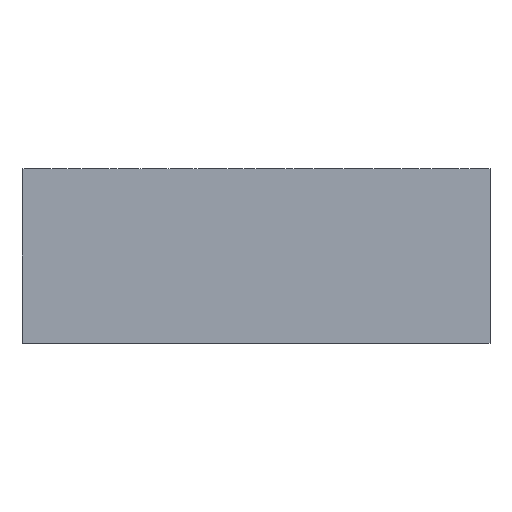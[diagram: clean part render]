
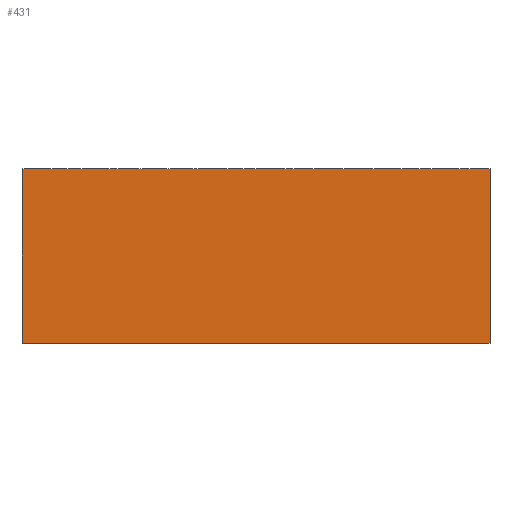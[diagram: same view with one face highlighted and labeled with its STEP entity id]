
A CAD part, front view. The second image highlights one B-rep face of the part: STEP entity #431.
In plain terms, the highlighted planar face has unit normal (0, -1, 0).
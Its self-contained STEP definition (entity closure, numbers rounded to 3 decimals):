
#431=ADVANCED_FACE('',(#1256),#1257,.T.);
#1256=FACE_OUTER_BOUND('',#2083,.T.);
#1257=PLANE('',#2084);
#2083=EDGE_LOOP('',(#5486,#5487,#5488,#5489));
#2084=AXIS2_PLACEMENT_3D('',#5490,#5491,#5492);
#5486=ORIENTED_EDGE('',*,*,#5698,.T.);
#5487=ORIENTED_EDGE('',*,*,#6539,.F.);
#5488=ORIENTED_EDGE('',*,*,#5501,.F.);
#5489=ORIENTED_EDGE('',*,*,#5499,.T.);
#5490=CARTESIAN_POINT('',(-20.384,-1.778,0.0));
#5491=DIRECTION('',(0.0,-1.0,0.0));
#5492=DIRECTION('',(0.0,0.0,-1.0));
#5499=EDGE_CURVE('',#6627,#6625,#6628,.T.);
#5501=EDGE_CURVE('',#6627,#6630,#6631,.T.);
#5698=EDGE_CURVE('',#6625,#7014,#7015,.T.);
#6539=EDGE_CURVE('',#6630,#7014,#8350,.T.);
#6625=VERTEX_POINT('',#8475);
#6627=VERTEX_POINT('',#8478);
#6628=LINE('',#8479,#8480);
#6630=VERTEX_POINT('',#8483);
#6631=LINE('',#8484,#8485);
#7014=VERTEX_POINT('',#9075);
#7015=LINE('',#9076,#9077);
#8350=LINE('',#11252,#11253);
#8475=CARTESIAN_POINT('',(-20.384,-1.778,-15.24));
#8478=CARTESIAN_POINT('',(-20.384,-1.778,0.0));
#8479=CARTESIAN_POINT('',(-20.384,-1.778,0.0));
#8480=VECTOR('',#11463,15.24);
#8483=CARTESIAN_POINT('',(20.384,-1.778,0.0));
#8484=CARTESIAN_POINT('',(-20.384,-1.778,0.0));
#8485=VECTOR('',#11465,40.767);
#9075=CARTESIAN_POINT('',(20.384,-1.778,-15.24));
#9076=CARTESIAN_POINT('',(-20.384,-1.778,-15.24));
#9077=VECTOR('',#11662,40.767);
#11252=CARTESIAN_POINT('',(20.384,-1.778,0.0));
#11253=VECTOR('',#12503,15.24);
#11463=DIRECTION('',(0.0,0.0,-1.0));
#11465=DIRECTION('',(1.0,0.0,0.0));
#11662=DIRECTION('',(1.0,0.0,0.0));
#12503=DIRECTION('',(0.0,0.0,-1.0));
